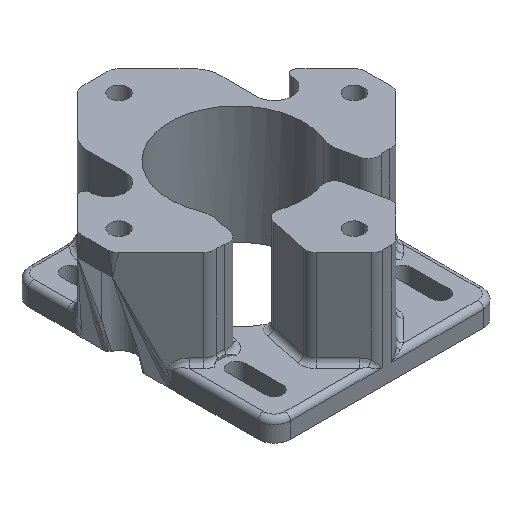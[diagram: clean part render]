
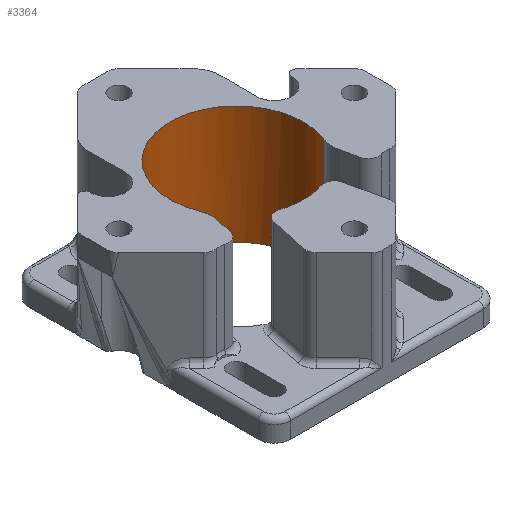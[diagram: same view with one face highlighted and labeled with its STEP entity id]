
A CAD part, isometric view. The second image highlights one B-rep face of the part: STEP entity #3364.
In plain terms, the highlighted cylindrical face has radius 12.5 mm (diameter 25 mm), a full revolution.
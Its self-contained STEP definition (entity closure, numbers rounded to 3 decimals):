
#128=B_SPLINE_CURVE_WITH_KNOTS('',3,(#4983,#4984,#4985,#4986,#4987,#4988,
#4989,#4990),.UNSPECIFIED.,.F.,.F.,(4,2,2,4),(0.745,0.791,
0.934,0.934),.UNSPECIFIED.);
#131=B_SPLINE_CURVE_WITH_KNOTS('',3,(#5117,#5118,#5119,#5120,#5121,#5122,
#5123,#5124),.UNSPECIFIED.,.F.,.F.,(4,2,2,4),(-0.001,0.,
0.175,0.224),.UNSPECIFIED.);
#176=B_SPLINE_CURVE_WITH_KNOTS('',3,(#6368,#6369,#6370,#6371,#6372,#6373,
#6374,#6375),.UNSPECIFIED.,.F.,.F.,(4,2,2,4),(0.745,0.791,
0.934,0.934),.UNSPECIFIED.);
#179=B_SPLINE_CURVE_WITH_KNOTS('',3,(#6497,#6498,#6499,#6500,#6501,#6502,
#6503,#6504),.UNSPECIFIED.,.F.,.F.,(4,2,2,4),(-0.001,0.,
0.175,0.224),.UNSPECIFIED.);
#481=FACE_OUTER_BOUND('',#700,.T.);
#700=EDGE_LOOP('',(#3044,#3045,#3046,#3047,#3048,#3049,#3050,#3051,#3052,
#3053,#3054,#3055,#3056,#3057,#3058,#3059));
#747=LINE('',#4833,#959);
#768=LINE('',#4949,#980);
#855=LINE('',#6221,#1067);
#874=LINE('',#6331,#1086);
#916=LINE('',#7455,#1128);
#959=VECTOR('',#3870,10.);
#980=VECTOR('',#3939,10.);
#1067=VECTOR('',#4322,10.);
#1086=VECTOR('',#4385,10.);
#1128=VECTOR('',#4663,14.2);
#1197=CIRCLE('',#3527,12.5);
#1272=CIRCLE('',#3688,12.5);
#1275=CIRCLE('',#3699,12.5);
#1291=CIRCLE('',#3733,12.5);
#1292=CIRCLE('',#3735,12.5);
#1293=CIRCLE('',#3736,12.5);
#1348=VERTEX_POINT('',#4830);
#1349=VERTEX_POINT('',#4832);
#1375=VERTEX_POINT('',#4942);
#1378=VERTEX_POINT('',#4947);
#1384=VERTEX_POINT('',#4982);
#1395=VERTEX_POINT('',#5115);
#1497=VERTEX_POINT('',#6215);
#1499=VERTEX_POINT('',#6219);
#1524=VERTEX_POINT('',#6327);
#1526=VERTEX_POINT('',#6330);
#1533=VERTEX_POINT('',#6367);
#1542=VERTEX_POINT('',#6496);
#1591=VERTEX_POINT('',#7449);
#1592=VERTEX_POINT('',#7452);
#1660=EDGE_CURVE('',#1349,#1348,#747,.T.);
#1700=EDGE_CURVE('',#1375,#1378,#768,.T.);
#1713=EDGE_CURVE('',#1384,#1375,#128,.T.);
#1737=EDGE_CURVE('',#1348,#1395,#131,.T.);
#1814=EDGE_CURVE('',#1384,#1395,#1197,.T.);
#1908=EDGE_CURVE('',#1499,#1497,#855,.T.);
#1944=EDGE_CURVE('',#1524,#1526,#874,.T.);
#1959=EDGE_CURVE('',#1533,#1524,#176,.T.);
#1980=EDGE_CURVE('',#1497,#1542,#179,.T.);
#2037=EDGE_CURVE('',#1378,#1526,#1272,.T.);
#2059=EDGE_CURVE('',#1533,#1542,#1275,.T.);
#2085=EDGE_CURVE('',#1591,#1591,#1291,.F.);
#2086=EDGE_CURVE('',#1349,#1592,#1292,.T.);
#2087=EDGE_CURVE('',#1592,#1499,#1293,.T.);
#2088=EDGE_CURVE('',#1592,#1591,#916,.T.);
#3044=ORIENTED_EDGE('',*,*,#2086,.F.);
#3045=ORIENTED_EDGE('',*,*,#1660,.T.);
#3046=ORIENTED_EDGE('',*,*,#1737,.T.);
#3047=ORIENTED_EDGE('',*,*,#1814,.F.);
#3048=ORIENTED_EDGE('',*,*,#1713,.T.);
#3049=ORIENTED_EDGE('',*,*,#1700,.T.);
#3050=ORIENTED_EDGE('',*,*,#2037,.T.);
#3051=ORIENTED_EDGE('',*,*,#1944,.F.);
#3052=ORIENTED_EDGE('',*,*,#1959,.F.);
#3053=ORIENTED_EDGE('',*,*,#2059,.T.);
#3054=ORIENTED_EDGE('',*,*,#1980,.F.);
#3055=ORIENTED_EDGE('',*,*,#1908,.F.);
#3056=ORIENTED_EDGE('',*,*,#2087,.F.);
#3057=ORIENTED_EDGE('',*,*,#2088,.T.);
#3058=ORIENTED_EDGE('',*,*,#2085,.T.);
#3059=ORIENTED_EDGE('',*,*,#2088,.F.);
#3160=CYLINDRICAL_SURFACE('',#3734,12.5);
#3364=ADVANCED_FACE('',(#481),#3160,.F.);
#3527=AXIS2_PLACEMENT_3D('',#5989,#4129,#4130);
#3688=AXIS2_PLACEMENT_3D('',#6987,#4551,#4552);
#3699=AXIS2_PLACEMENT_3D('',#7372,#4580,#4581);
#3733=AXIS2_PLACEMENT_3D('',#7450,#4655,#4656);
#3734=AXIS2_PLACEMENT_3D('',#7451,#4657,#4658);
#3735=AXIS2_PLACEMENT_3D('',#7453,#4659,#4660);
#3736=AXIS2_PLACEMENT_3D('',#7454,#4661,#4662);
#3870=DIRECTION('',(0.,0.,-1.));
#3939=DIRECTION('',(0.,0.,1.));
#4129=DIRECTION('center_axis',(0.,0.,
-1.));
#4130=DIRECTION('ref_axis',(0.,1.,0.));
#4322=DIRECTION('',(0.,0.,-1.));
#4385=DIRECTION('',(0.,0.,1.));
#4551=DIRECTION('center_axis',(0.,0.,
1.));
#4552=DIRECTION('ref_axis',(0.,1.,0.));
#4580=DIRECTION('center_axis',(0.,0.,
1.));
#4581=DIRECTION('ref_axis',(0.,1.,0.));
#4655=DIRECTION('center_axis',(0.,0.,
1.));
#4656=DIRECTION('ref_axis',(0.,1.,0.));
#4657=DIRECTION('center_axis',(0.,0.,-1.));
#4658=DIRECTION('ref_axis',(0.,1.,0.));
#4659=DIRECTION('center_axis',(0.,0.,
-1.));
#4660=DIRECTION('ref_axis',(0.,1.,0.));
#4661=DIRECTION('center_axis',(0.,0.,
-1.));
#4662=DIRECTION('ref_axis',(0.,1.,0.));
#4663=DIRECTION('',(0.,0.,-1.));
#4830=CARTESIAN_POINT('',(3.867,-58.64,-41.945));
#4832=CARTESIAN_POINT('',(3.867,-58.64,-24.945));
#4833=CARTESIAN_POINT('',(3.867,-58.64,-24.279));
#4942=CARTESIAN_POINT('',(11.593,-51.428,-41.945));
#4947=CARTESIAN_POINT('',(11.593,-51.428,-24.945));
#4949=CARTESIAN_POINT('',(11.593,-51.428,-24.279));
#4982=CARTESIAN_POINT('',(10.259,-53.894,-42.945));
#4983=CARTESIAN_POINT('Ctrl Pts',(10.259,-53.894,-42.945));
#4984=CARTESIAN_POINT('Ctrl Pts',(10.356,-53.755,-42.945));
#4985=CARTESIAN_POINT('Ctrl Pts',(10.465,-53.592,-42.927));
#4986=CARTESIAN_POINT('Ctrl Pts',(10.971,-52.787,-42.729));
#4987=CARTESIAN_POINT('Ctrl Pts',(11.308,-52.132,-42.347));
#4988=CARTESIAN_POINT('Ctrl Pts',(11.591,-51.433,-41.948));
#4989=CARTESIAN_POINT('Ctrl Pts',(11.592,-51.431,-41.947));
#4990=CARTESIAN_POINT('Ctrl Pts',(11.593,-51.428,-41.945));
#5115=CARTESIAN_POINT('',(5.781,-57.836,-42.945));
#5117=CARTESIAN_POINT('Ctrl Pts',(3.867,-58.64,-41.945));
#5118=CARTESIAN_POINT('Ctrl Pts',(3.868,-58.639,-41.946));
#5119=CARTESIAN_POINT('Ctrl Pts',(3.87,-58.638,-41.948));
#5120=CARTESIAN_POINT('Ctrl Pts',(4.311,-58.495,-42.301));
#5121=CARTESIAN_POINT('Ctrl Pts',(4.806,-58.307,-42.707));
#5122=CARTESIAN_POINT('Ctrl Pts',(5.48,-57.988,-42.918));
#5123=CARTESIAN_POINT('Ctrl Pts',(5.631,-57.914,-42.945));
#5124=CARTESIAN_POINT('Ctrl Pts',(5.781,-57.836,-42.945));
#5989=CARTESIAN_POINT('Origin',(0.,-46.753,
-42.945));
#6215=CARTESIAN_POINT('',(-3.867,-58.64,-41.945));
#6219=CARTESIAN_POINT('',(-3.867,-58.64,-24.945));
#6221=CARTESIAN_POINT('',(-3.867,-58.64,-24.279));
#6327=CARTESIAN_POINT('',(-11.593,-51.428,-41.945));
#6330=CARTESIAN_POINT('',(-11.593,-51.428,-24.945));
#6331=CARTESIAN_POINT('',(-11.593,-51.428,-24.279));
#6367=CARTESIAN_POINT('',(-10.259,-53.894,-42.945));
#6368=CARTESIAN_POINT('Ctrl Pts',(-10.259,-53.894,-42.945));
#6369=CARTESIAN_POINT('Ctrl Pts',(-10.356,-53.755,-42.945));
#6370=CARTESIAN_POINT('Ctrl Pts',(-10.465,-53.592,-42.927));
#6371=CARTESIAN_POINT('Ctrl Pts',(-10.971,-52.787,-42.729));
#6372=CARTESIAN_POINT('Ctrl Pts',(-11.308,-52.132,-42.347));
#6373=CARTESIAN_POINT('Ctrl Pts',(-11.591,-51.433,-41.948));
#6374=CARTESIAN_POINT('Ctrl Pts',(-11.592,-51.431,-41.947));
#6375=CARTESIAN_POINT('Ctrl Pts',(-11.593,-51.428,-41.945));
#6496=CARTESIAN_POINT('',(-5.781,-57.836,-42.945));
#6497=CARTESIAN_POINT('Ctrl Pts',(-3.867,-58.64,-41.945));
#6498=CARTESIAN_POINT('Ctrl Pts',(-3.868,-58.639,-41.946));
#6499=CARTESIAN_POINT('Ctrl Pts',(-3.87,-58.638,-41.948));
#6500=CARTESIAN_POINT('Ctrl Pts',(-4.311,-58.495,-42.301));
#6501=CARTESIAN_POINT('Ctrl Pts',(-4.806,-58.307,-42.707));
#6502=CARTESIAN_POINT('Ctrl Pts',(-5.48,-57.988,-42.918));
#6503=CARTESIAN_POINT('Ctrl Pts',(-5.631,-57.914,-42.945));
#6504=CARTESIAN_POINT('Ctrl Pts',(-5.781,-57.836,-42.945));
#6987=CARTESIAN_POINT('Origin',(0.,-46.753,
-24.945));
#7372=CARTESIAN_POINT('Origin',(0.,-46.753,
-42.945));
#7449=CARTESIAN_POINT('',(0.,-59.253,-46.945));
#7450=CARTESIAN_POINT('Origin',(0.,-46.753,
-46.945));
#7451=CARTESIAN_POINT('Origin',(0.,-46.753,
-24.279));
#7452=CARTESIAN_POINT('',(0.,-59.253,-24.945));
#7453=CARTESIAN_POINT('Origin',(0.,-46.753,
-24.945));
#7454=CARTESIAN_POINT('Origin',(0.,-46.753,
-24.945));
#7455=CARTESIAN_POINT('',(0.,-59.253,-24.279));
